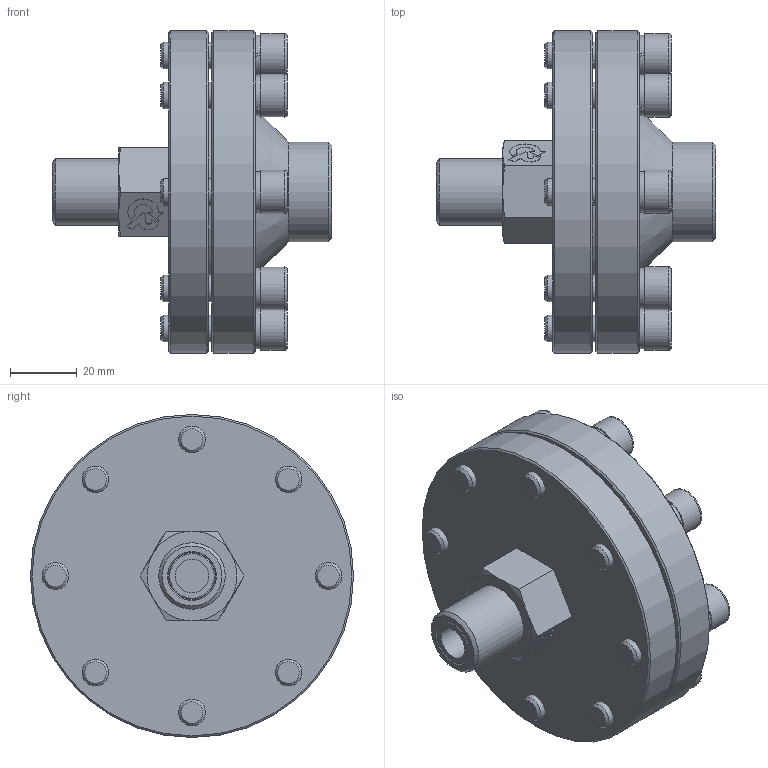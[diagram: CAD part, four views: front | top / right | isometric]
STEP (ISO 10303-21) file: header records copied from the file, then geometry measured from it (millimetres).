
FILE_DESCRIPTION(/* description */ ('РМ-Н11'),/* implementation_level */ '2;1');
FILE_NAME(/* name */ 'РМ-Н11.stp',/* time_stamp */ '2023-10-09T11:19:19+03:00',/* author */ ('Tech'),/* organization */ (''),/* preprocessor_version */ 'ST-DEVELOPER v18.1',/* originating_system */ 'Autodesk Inventor 2021',/* authorisation */ '');
FILE_SCHEMA (('AUTOMOTIVE_DESIGN { 1 0 10303 214 3 1 1 }'));
Length unit declared in the file: millimetre
Products named in the file (1): РМ-Н11
Bounding box: 84 x 97 x 97 mm (x, y, z)
Volume: 228814.5 mm3; surface area: 61583.6 mm2
Topology: 19 solids, 19 shells, 284 faces, 737 edges, 512 vertices
Faces by surface type: plane 163, cylinder 70, cone 35, torus 16
Full cylindrical faces by diameter (mm): 0.002 x1, 6.75 x9, 7 x1, 8 x17, 10 x1, 13 x8, 18.5 x1, 20 x1, 30 x1, 65 x2, 97 x2
Entity records: 8938 total; most frequent: CARTESIAN_POINT 1698, DIRECTION 1563, ORIENTED_EDGE 1454, EDGE_CURVE 727, AXIS2_PLACEMENT_3D 622, VERTEX_POINT 512, EDGE_LOOP 347, LINE 319
